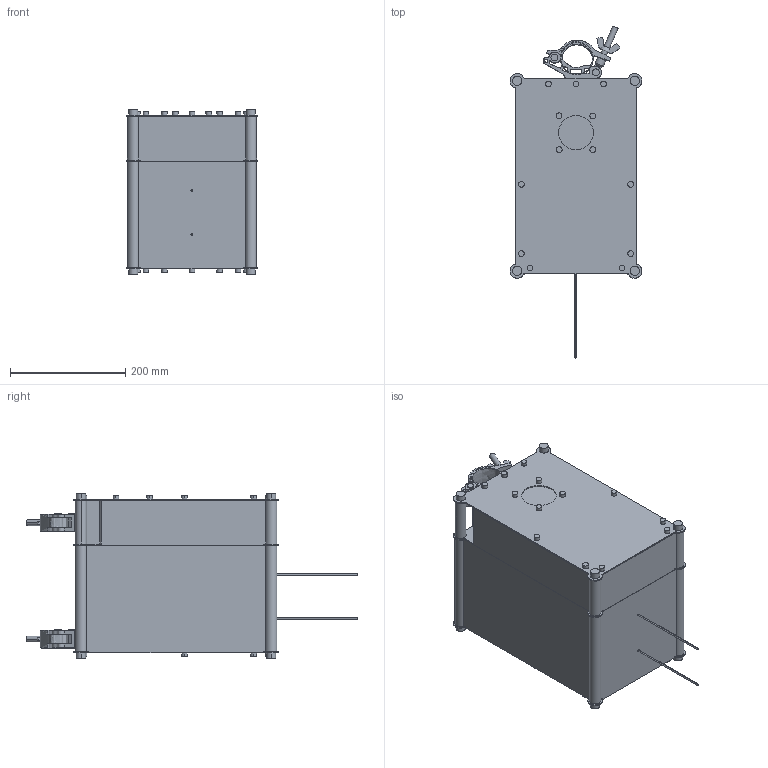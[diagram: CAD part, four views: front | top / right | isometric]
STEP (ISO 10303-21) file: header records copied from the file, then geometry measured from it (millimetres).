
FILE_DESCRIPTION (( 'STEP AP214' ), '1' );
FILE_NAME ('Assem8.STEP', '2019-06-25T09:14:26', ( '' ), ( '' ), 'SwSTEP 2.0', 'SolidWorks 2018', '' );
FILE_SCHEMA (( 'AUTOMOTIVE_DESIGN' ));
Length unit declared in the file: millimetre
Products named in the file (1): Assem8
Bounding box: 229 x 576.1 x 287 mm (x, y, z)
Surface area: 765092.9 mm2 (no closed solid volume)
Topology: 0 solids, 21 shells, 343 faces, 905 edges, 614 vertices
Faces by surface type: cylinder 169, plane 122, bspline 48, cone 4
Entity records: 18573 total; most frequent: CARTESIAN_POINT 6555, DIRECTION 1673, ORIENTED_EDGE 1664, EDGE_CURVE 897, AXIS2_PLACEMENT_3D 654, VERTEX_POINT 614, EDGE_LOOP 427, VECTOR 365
